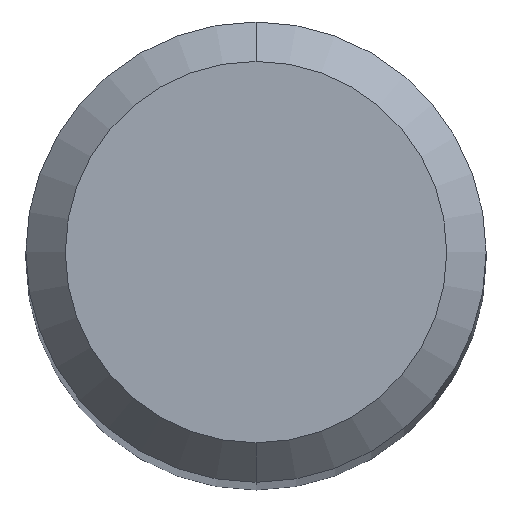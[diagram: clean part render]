
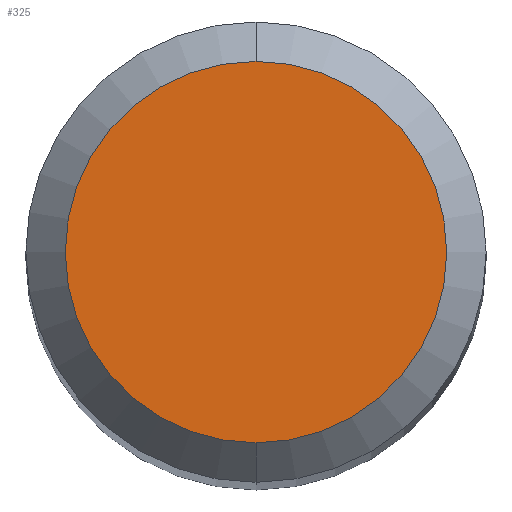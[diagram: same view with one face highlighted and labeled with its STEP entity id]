
A CAD part, top view. The second image highlights one B-rep face of the part: STEP entity #325.
In plain terms, the highlighted planar face has unit normal (0, 0, 1).
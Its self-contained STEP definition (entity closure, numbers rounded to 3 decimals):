
#245=EDGE_CURVE('',#281,#481,#602,.T.);
#281=VERTEX_POINT('',#641);
#293=EDGE_CURVE('',#481,#281,#653,.T.);
#325=ADVANCED_FACE('',(#688),#689,.T.);
#481=VERTEX_POINT('',#866);
#602=CIRCLE('',#1020,1.45);
#641=CARTESIAN_POINT('',(0.,-1.45,0.0));
#653=CIRCLE('',#1104,1.45);
#688=FACE_OUTER_BOUND('',#1164,.T.);
#689=PLANE('',#1165);
#866=CARTESIAN_POINT('',(0.0,1.45,0.0));
#1020=AXIS2_PLACEMENT_3D('',#1691,#1692,#1693);
#1104=AXIS2_PLACEMENT_3D('',#1724,#1725,#1726);
#1164=EDGE_LOOP('',(#1771,#1772));
#1165=AXIS2_PLACEMENT_3D('',#1773,#1774,#1775);
#1691=CARTESIAN_POINT('',(0.0,0.0,0.0));
#1692=DIRECTION('',(0.0,0.0,-1.0));
#1693=DIRECTION('',(0.0,1.0,0.0));
#1724=CARTESIAN_POINT('',(0.0,0.0,0.0));
#1725=DIRECTION('',(0.0,0.0,-1.0));
#1726=DIRECTION('',(0.0,1.0,0.0));
#1771=ORIENTED_EDGE('',*,*,#293,.F.);
#1772=ORIENTED_EDGE('',*,*,#245,.F.);
#1773=CARTESIAN_POINT('',(0.0,0.725,0.0));
#1774=DIRECTION('',(-0.0,0.0,1.0));
#1775=DIRECTION('',(0.0,-1.0,0.0));
